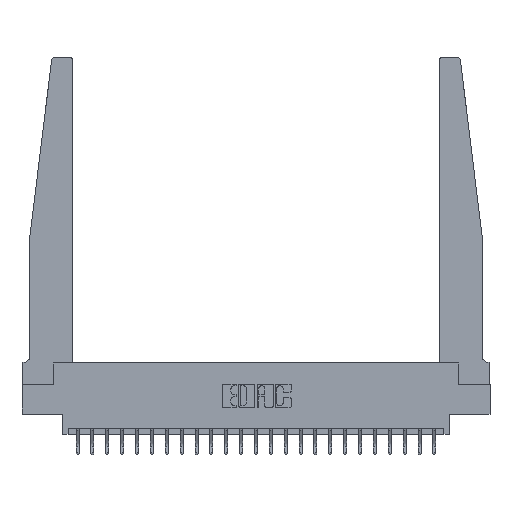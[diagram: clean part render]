
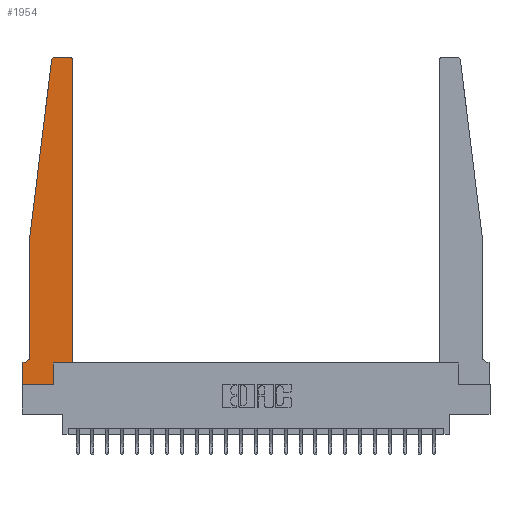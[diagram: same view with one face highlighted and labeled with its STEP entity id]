
A CAD part, top view. The second image highlights one B-rep face of the part: STEP entity #1954.
In plain terms, the highlighted planar face has unit normal (0, 0, 1).
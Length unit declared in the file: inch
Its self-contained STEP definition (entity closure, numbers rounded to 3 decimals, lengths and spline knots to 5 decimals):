
#16 = CARTESIAN_POINT ( 'NONE',  ( 0.425, 0.18, 0.37 ) ) ;
#107 = DIRECTION ( 'NONE',  ( 0., 0., -1. ) ) ;
#114 = CARTESIAN_POINT ( 'NONE',  ( 0., 0., 0.37 ) ) ;
#607 = VECTOR ( 'NONE', #1849, 39.37008 ) ;
#827 = CARTESIAN_POINT ( 'NONE',  ( 0.015, 0.1875, 0.37 ) ) ;
#1035 = CARTESIAN_POINT ( 'NONE',  ( 0., 0.1875, 0.37 ) ) ;
#1093 = DIRECTION ( 'NONE',  ( 1., 0., 0. ) ) ;
#1216 = AXIS2_PLACEMENT_3D ( 'NONE', #13988, #2971, #15799 ) ;
#1361 = CARTESIAN_POINT ( 'NONE',  ( 0.065, 1.25, 0.37 ) ) ;
#1497 = EDGE_LOOP ( 'NONE', ( #6783, #19858, #18228, #18901, #11328, #20530, #21557, #13562, #2560, #4305, #8461, #2214 ) ) ;
#1729 = CARTESIAN_POINT ( 'NONE',  ( 0.065, 0.2375, 0.37 ) ) ;
#1776 = CARTESIAN_POINT ( 'NONE',  ( 0.065, 1.25, 0.37 ) ) ;
#1849 = DIRECTION ( 'NONE',  ( 0., 1., 0. ) ) ;
#1954 = ADVANCED_FACE ( 'NONE', ( #18415 ), #15703, .T. ) ;
#2214 = ORIENTED_EDGE ( 'NONE', *, *, #15537, .T. ) ;
#2560 = ORIENTED_EDGE ( 'NONE', *, *, #8138, .T. ) ;
#2935 = CARTESIAN_POINT ( 'NONE',  ( 0.395, 2.72, 0.37 ) ) ;
#2971 = DIRECTION ( 'NONE',  ( 0., 0., 1. ) ) ;
#3610 = DIRECTION ( 'NONE',  ( -1., 0., 0. ) ) ;
#3752 = VECTOR ( 'NONE', #5737, 39.37008 ) ;
#4022 = LINE ( 'NONE', #23068, #22989 ) ;
#4305 = ORIENTED_EDGE ( 'NONE', *, *, #21642, .T. ) ;
#4395 = VECTOR ( 'NONE', #11565, 39.37008 ) ;
#4681 = VERTEX_POINT ( 'NONE', #21862 ) ;
#4756 = DIRECTION ( 'NONE',  ( 1., 0., 0. ) ) ;
#4827 = CARTESIAN_POINT ( 'NONE',  ( 0., 0.1875, 0.37 ) ) ;
#5017 = CARTESIAN_POINT ( 'NONE',  ( 0.27653, 2.75, 0.37 ) ) ;
#5146 = VERTEX_POINT ( 'NONE', #4827 ) ;
#5737 = DIRECTION ( 'NONE',  ( -1., 0., 0. ) ) ;
#6078 = LINE ( 'NONE', #1776, #15840 ) ;
#6652 = VECTOR ( 'NONE', #8939, 39.37008 ) ;
#6783 = ORIENTED_EDGE ( 'NONE', *, *, #21319, .T. ) ;
#7086 = CARTESIAN_POINT ( 'NONE',  ( 0.425, 0.18, 0.37 ) ) ;
#7298 = CIRCLE ( 'NONE', #14922, 0.05 ) ;
#7752 = VERTEX_POINT ( 'NONE', #827 ) ;
#7996 = EDGE_CURVE ( 'NONE', #17094, #7752, #7298, .T. ) ;
#8092 = LINE ( 'NONE', #19185, #17256 ) ;
#8138 = EDGE_CURVE ( 'NONE', #13212, #19690, #8741, .T. ) ;
#8415 = DIRECTION ( 'NONE',  ( 1., 0., 0. ) ) ;
#8461 = ORIENTED_EDGE ( 'NONE', *, *, #10460, .T. ) ;
#8741 = LINE ( 'NONE', #22546, #4395 ) ;
#8939 = DIRECTION ( 'NONE',  ( 1., 0., 0. ) ) ;
#9784 = LINE ( 'NONE', #16426, #10364 ) ;
#9792 = AXIS2_PLACEMENT_3D ( 'NONE', #2935, #15756, #4756 ) ;
#10118 = EDGE_CURVE ( 'NONE', #5146, #11805, #8092, .T. ) ;
#10364 = VECTOR ( 'NONE', #3610, 39.37008 ) ;
#10460 = EDGE_CURVE ( 'NONE', #10649, #4681, #10952, .T. ) ;
#10649 = VERTEX_POINT ( 'NONE', #22453 ) ;
#10920 = EDGE_CURVE ( 'NONE', #15325, #17094, #16357, .T. ) ;
#10952 = LINE ( 'NONE', #16, #607 ) ;
#11080 = CARTESIAN_POINT ( 'NONE',  ( 0.015, 0.2375, 0.37 ) ) ;
#11328 = ORIENTED_EDGE ( 'NONE', *, *, #7996, .T. ) ;
#11511 = LINE ( 'NONE', #7086, #6652 ) ;
#11565 = DIRECTION ( 'NONE',  ( 0., 1., 0. ) ) ;
#11805 = VERTEX_POINT ( 'NONE', #114 ) ;
#12096 = AXIS2_PLACEMENT_3D ( 'NONE', #1035, #19399, #8415 ) ;
#12765 = DIRECTION ( 'NONE',  ( -0.122, -0.992, 0. ) ) ;
#12835 = VERTEX_POINT ( 'NONE', #5017 ) ;
#12933 = DIRECTION ( 'NONE',  ( -1., 0., 0. ) ) ;
#13212 = VERTEX_POINT ( 'NONE', #14196 ) ;
#13286 = CARTESIAN_POINT ( 'NONE',  ( 0.065, 1.25, 0.37 ) ) ;
#13562 = ORIENTED_EDGE ( 'NONE', *, *, #21531, .T. ) ;
#13639 = CARTESIAN_POINT ( 'NONE',  ( 0.395, 2.75, 0.37 ) ) ;
#13988 = CARTESIAN_POINT ( 'NONE',  ( 0.27653, 2.72, 0.37 ) ) ;
#14196 = CARTESIAN_POINT ( 'NONE',  ( 0.2605, 0., 0.37 ) ) ;
#14922 = AXIS2_PLACEMENT_3D ( 'NONE', #11080, #107, #12933 ) ;
#15325 = VERTEX_POINT ( 'NONE', #13286 ) ;
#15537 = EDGE_CURVE ( 'NONE', #4681, #18521, #16145, .T. ) ;
#15703 = PLANE ( 'NONE',  #12096 ) ;
#15756 = DIRECTION ( 'NONE',  ( 0., 0., 1. ) ) ;
#15799 = DIRECTION ( 'NONE',  ( 1., 0., 0. ) ) ;
#15840 = VECTOR ( 'NONE', #12765, 39.37008 ) ;
#15935 = CIRCLE ( 'NONE', #1216, 0.03 ) ;
#16145 = CIRCLE ( 'NONE', #9792, 0.03 ) ;
#16357 = LINE ( 'NONE', #1361, #21268 ) ;
#16426 = CARTESIAN_POINT ( 'NONE',  ( 0.065, 0.1875, 0.37 ) ) ;
#17094 = VERTEX_POINT ( 'NONE', #1729 ) ;
#17256 = VECTOR ( 'NONE', #17323, 39.37008 ) ;
#17323 = DIRECTION ( 'NONE',  ( 0., -1., 0. ) ) ;
#18096 = EDGE_CURVE ( 'NONE', #12835, #20590, #15935, .T. ) ;
#18228 = ORIENTED_EDGE ( 'NONE', *, *, #23662, .T. ) ;
#18415 = FACE_OUTER_BOUND ( 'NONE', #1497, .T. ) ;
#18521 = VERTEX_POINT ( 'NONE', #13639 ) ;
#18901 = ORIENTED_EDGE ( 'NONE', *, *, #10920, .T. ) ;
#19185 = CARTESIAN_POINT ( 'NONE',  ( 0., 0., 0.37 ) ) ;
#19399 = DIRECTION ( 'NONE',  ( 0., 0., 1. ) ) ;
#19545 = CARTESIAN_POINT ( 'NONE',  ( 0.2605, 0.18, 0.37 ) ) ;
#19690 = VERTEX_POINT ( 'NONE', #19545 ) ;
#19858 = ORIENTED_EDGE ( 'NONE', *, *, #18096, .T. ) ;
#19986 = CARTESIAN_POINT ( 'NONE',  ( 0.24675, 2.72367, 0.37 ) ) ;
#20530 = ORIENTED_EDGE ( 'NONE', *, *, #21732, .T. ) ;
#20590 = VERTEX_POINT ( 'NONE', #19986 ) ;
#21268 = VECTOR ( 'NONE', #21485, 39.37008 ) ;
#21319 = EDGE_CURVE ( 'NONE', #18521, #12835, #22706, .T. ) ;
#21485 = DIRECTION ( 'NONE',  ( 0., -1., 0. ) ) ;
#21531 = EDGE_CURVE ( 'NONE', #11805, #13212, #4022, .T. ) ;
#21557 = ORIENTED_EDGE ( 'NONE', *, *, #10118, .T. ) ;
#21642 = EDGE_CURVE ( 'NONE', #19690, #10649, #11511, .T. ) ;
#21732 = EDGE_CURVE ( 'NONE', #7752, #5146, #9784, .T. ) ;
#21862 = CARTESIAN_POINT ( 'NONE',  ( 0.425, 2.72, 0.37 ) ) ;
#22453 = CARTESIAN_POINT ( 'NONE',  ( 0.425, 0.18, 0.37 ) ) ;
#22508 = CARTESIAN_POINT ( 'NONE',  ( 0.25, 2.75, 0.37 ) ) ;
#22546 = CARTESIAN_POINT ( 'NONE',  ( 0.2605, 0.18, 0.37 ) ) ;
#22706 = LINE ( 'NONE', #22508, #3752 ) ;
#22989 = VECTOR ( 'NONE', #1093, 39.37008 ) ;
#23068 = CARTESIAN_POINT ( 'NONE',  ( 0., 0., 0.37 ) ) ;
#23662 = EDGE_CURVE ( 'NONE', #20590, #15325, #6078, .T. ) ;
